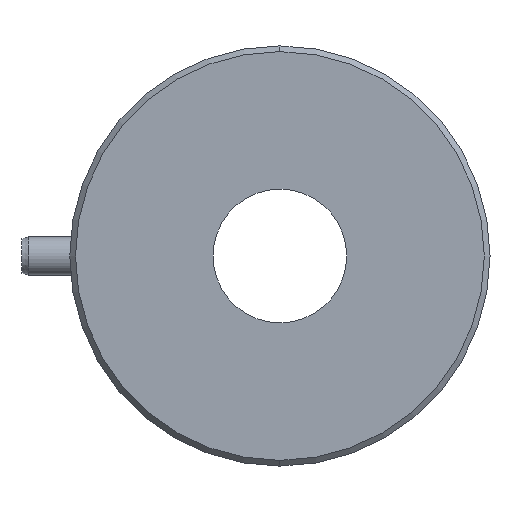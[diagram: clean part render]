
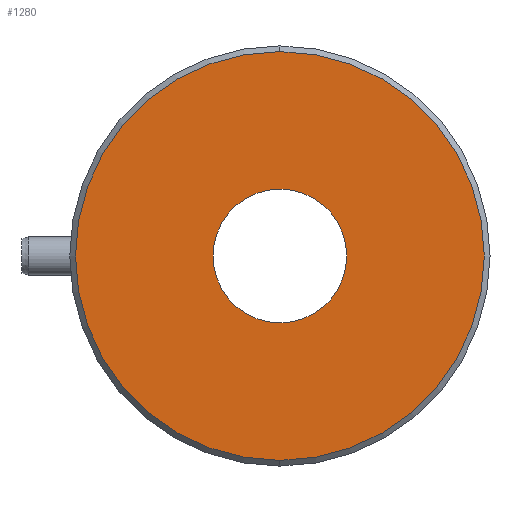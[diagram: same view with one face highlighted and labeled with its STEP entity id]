
A CAD part, front view. The second image highlights one B-rep face of the part: STEP entity #1280.
In plain terms, the highlighted planar face has unit normal (0, -1, 0).
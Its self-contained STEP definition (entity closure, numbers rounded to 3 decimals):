
#389 = DIRECTION ( 'NONE',  ( 0., 0., -1. ) ) ;
#393 = DIRECTION ( 'NONE',  ( 0., -1., 0. ) ) ;
#406 = CARTESIAN_POINT ( 'NONE',  ( 0., 0., 0. ) ) ;
#974 = CARTESIAN_POINT ( 'NONE',  ( 0., 0., 0. ) ) ;
#975 = DIRECTION ( 'NONE',  ( 0., 1., 0. ) ) ;
#996 = DIRECTION ( 'NONE',  ( 0., -1., 0. ) ) ;
#999 = CARTESIAN_POINT ( 'NONE',  ( 0., 0., 0. ) ) ;
#1003 = DIRECTION ( 'NONE',  ( 0., 0., -1. ) ) ;
#1007 = DIRECTION ( 'NONE',  ( 0., 0., 1. ) ) ;
#1280 = ADVANCED_FACE ( 'NONE', ( #2965, #2963 ), #2958, .T. ) ;
#1455 = EDGE_CURVE ( 'NONE', #6581, #4664, #3859, .T. ) ;
#1604 = EDGE_CURVE ( 'NONE', #4664, #6581, #4046, .T. ) ;
#1605 = EDGE_CURVE ( 'NONE', #6570, #6568, #4049, .T. ) ;
#1692 = EDGE_CURVE ( 'NONE', #6568, #6570, #4194, .T. ) ;
#1967 = CARTESIAN_POINT ( 'NONE',  ( 0., 0., 3.5 ) ) ;
#2068 = CARTESIAN_POINT ( 'NONE',  ( 0., 0., -3.5 ) ) ;
#2103 = CARTESIAN_POINT ( 'NONE',  ( 0., 0., 10.7 ) ) ;
#2117 = CARTESIAN_POINT ( 'NONE',  ( 0., 0., -10.7 ) ) ;
#2406 = ORIENTED_EDGE ( 'NONE', *, *, #1692, .T. ) ;
#2492 = ORIENTED_EDGE ( 'NONE', *, *, #1605, .T. ) ;
#2506 = ORIENTED_EDGE ( 'NONE', *, *, #1455, .T. ) ;
#2511 = ORIENTED_EDGE ( 'NONE', *, *, #1604, .T. ) ;
#2958 = PLANE ( 'NONE',  #4517 ) ;
#2959 = CARTESIAN_POINT ( 'NONE',  ( -3.5, 0., 0. ) ) ;
#2963 = FACE_BOUND ( 'NONE', #7653, .T. ) ;
#2964 = DIRECTION ( 'NONE',  ( 0., -1., 0. ) ) ;
#2965 = FACE_OUTER_BOUND ( 'NONE', #7691, .T. ) ;
#2969 = DIRECTION ( 'NONE',  ( 0., 0., -1. ) ) ;
#3859 = CIRCLE ( 'NONE', #3870, 3.5 ) ;
#3870 = AXIS2_PLACEMENT_3D ( 'NONE', #6147, #6155, #6129 ) ;
#4046 = CIRCLE ( 'NONE', #4048, 3.5 ) ;
#4048 = AXIS2_PLACEMENT_3D ( 'NONE', #974, #975, #1007 ) ;
#4049 = CIRCLE ( 'NONE', #4054, 10.7 ) ;
#4054 = AXIS2_PLACEMENT_3D ( 'NONE', #999, #996, #1003 ) ;
#4186 = AXIS2_PLACEMENT_3D ( 'NONE', #406, #393, #389 ) ;
#4194 = CIRCLE ( 'NONE', #4186, 10.7 ) ;
#4517 = AXIS2_PLACEMENT_3D ( 'NONE', #2959, #2964, #2969 ) ;
#4664 = VERTEX_POINT ( 'NONE', #1967 ) ;
#6129 = DIRECTION ( 'NONE',  ( 0., 0., 1. ) ) ;
#6147 = CARTESIAN_POINT ( 'NONE',  ( 0., 0., 0. ) ) ;
#6155 = DIRECTION ( 'NONE',  ( 0., 1., 0. ) ) ;
#6568 = VERTEX_POINT ( 'NONE', #2117 ) ;
#6570 = VERTEX_POINT ( 'NONE', #2103 ) ;
#6581 = VERTEX_POINT ( 'NONE', #2068 ) ;
#7653 = EDGE_LOOP ( 'NONE', ( #2511, #2506 ) ) ;
#7691 = EDGE_LOOP ( 'NONE', ( #2492, #2406 ) ) ;
